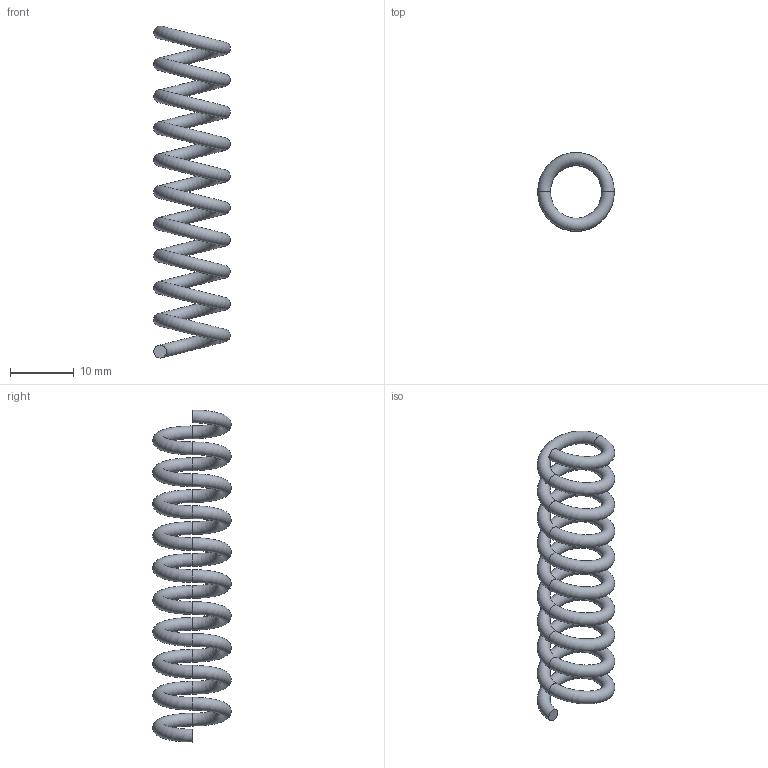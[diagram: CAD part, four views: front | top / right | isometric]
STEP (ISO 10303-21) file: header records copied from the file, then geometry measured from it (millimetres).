
FILE_DESCRIPTION(('Zoo Text-to-CAD'),'1');
FILE_NAME('Zoo Text-to-CAD model','2025-01-09T02:07:07',('Author'),('Zoo'),'Zoo Text-to-CAD','text-to-cad.zoo.dev','Unknown');
FILE_SCHEMA(('AUTOMOTIVE_DESIGN { 1 0 10303 214 1 1 1 1 }'));
Length unit declared in the file: millimetre
Products named in the file (1): Zoo Text-to-CAD
Bounding box: 12 x 12.31 x 52 mm (x, y, z)
Volume: 1017.3 mm3; surface area: 2041 mm2
Topology: 1 solids, 1 shells, 22 faces, 41 edges, 21 vertices
Faces by surface type: torus 20, plane 2
Entity records: 1058 total; most frequent: CARTESIAN_POINT 206, DIRECTION 171, ORIENTED_EDGE 82, PCURVE 82, DEFINITIONAL_REPRESENTATION 82, AXIS2_PLACEMENT_3D 64, CIRCLE 43, EDGE_CURVE 41
